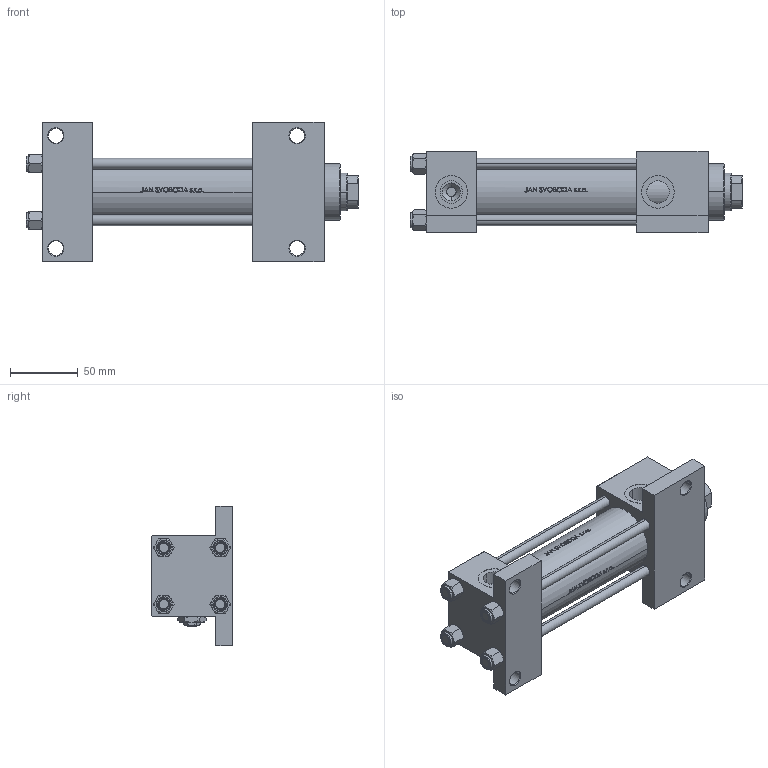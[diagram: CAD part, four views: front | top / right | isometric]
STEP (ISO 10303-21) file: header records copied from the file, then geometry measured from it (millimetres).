
FILE_DESCRIPTION (( 'STEP AP203' ), '1' );
FILE_NAME ('b5b2.STEP', '2022-04-16T04:32:31', ( '' ), ( '' ), 'SwSTEP 2.0', 'SolidWorks 2019', '' );
FILE_SCHEMA (( 'CONFIG_CONTROL_DESIGN' ));
Length unit declared in the file: millimetre
Products named in the file (7): V215CR_VCP_G 57bec5fd402ab06224959c81467fb281; Zatka_pro_OIL_PORT 57bec5fd402ab06224959c81467fb281; V215CR_G_TYCINKA 57bec5fd402ab06224959c81467fb281; NUT_M5_G 57bec5fd402ab06224959c81467fb281; b5b2; V215CR_G_Body 57bec5fd402ab06224959c81467fb281; V215_VC_A 57bec5fd402ab06224959c81467fb281
Assembly tree (17 placements, depth 2):
  b5b2
    V215CR_G_Body 57bec5fd402ab06224959c81467fb281
    V215CR_VCP_G 57bec5fd402ab06224959c81467fb281
    V215CR_G_TYCINKA 57bec5fd402ab06224959c81467fb281  x6
    NUT_M5_G 57bec5fd402ab06224959c81467fb281  x6
    V215_VC_A 57bec5fd402ab06224959c81467fb281
    Zatka_pro_OIL_PORT 57bec5fd402ab06224959c81467fb281  x2
Bounding box: 245 x 60 x 103 mm (x, y, z)
Volume: 561907.3 mm3; surface area: 162075.7 mm2
Topology: 17 solids, 17 shells, 1270 faces, 3152 edges, 2003 vertices
Faces by surface type: plane 500, bspline 380, cone 230, cylinder 148, torus 12
Entity records: 49621 total; most frequent: CARTESIAN_POINT 26506, ORIENTED_EDGE 5268, DIRECTION 3300, EDGE_CURVE 2634, VERTEX_POINT 1705, LINE 1342, VECTOR 1342, EDGE_LOOP 1133
